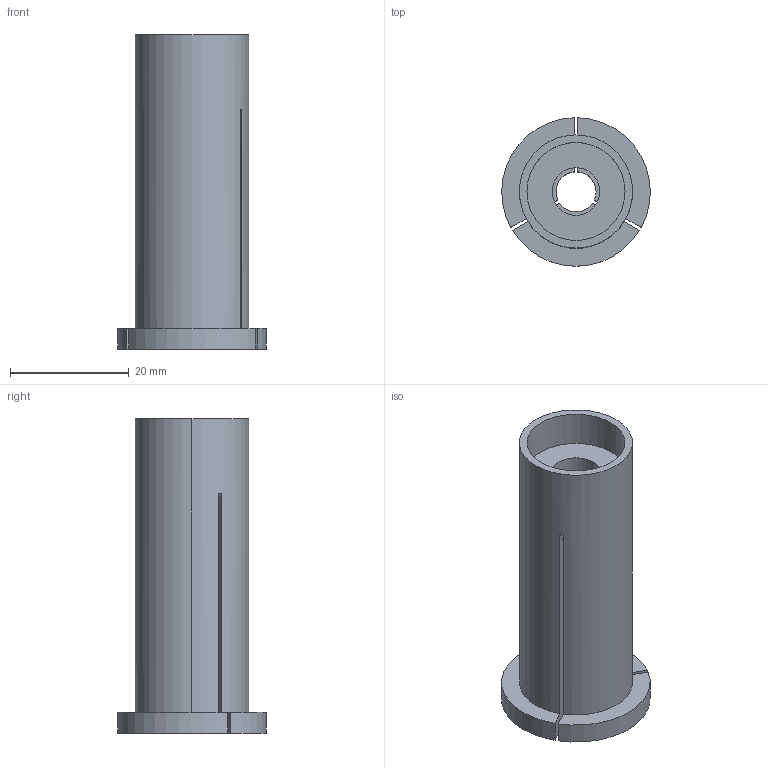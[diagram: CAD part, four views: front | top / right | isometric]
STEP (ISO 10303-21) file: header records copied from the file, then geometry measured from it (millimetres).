
FILE_DESCRIPTION (( 'STEP AP203' ), '1' );
FILE_NAME ('STP-5253-S36-A48-A17-0(19474-0.266).STEP', '2022-11-09T06:24:12', ( '' ), ( '' ), 'SwSTEP 2.0', 'SolidWorks 2017', '' );
FILE_SCHEMA (( 'CONFIG_CONTROL_DESIGN' ));
Length unit declared in the file: millimetre
Products named in the file (1): STP-5253-S36-A48-A17-0(19474-0.266)
Bounding box: 25 x 25 x 52.9 mm (x, y, z)
Volume: 11874.7 mm3; surface area: 7756.2 mm2
Topology: 2 solids, 2 shells, 40 faces, 108 edges, 72 vertices
Faces by surface type: cylinder 21, plane 19
Entity records: 1369 total; most frequent: CARTESIAN_POINT 239, DIRECTION 232, ORIENTED_EDGE 216, EDGE_CURVE 108, AXIS2_PLACEMENT_3D 89, VERTEX_POINT 72, VECTOR 54, LINE 54
